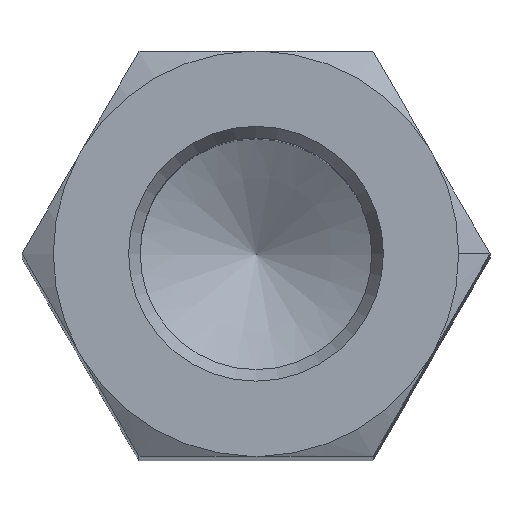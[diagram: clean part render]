
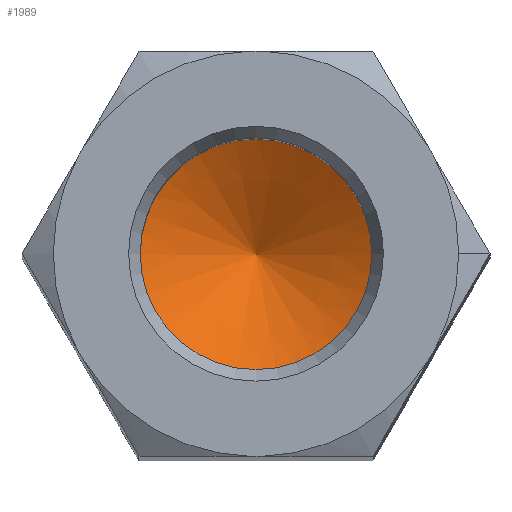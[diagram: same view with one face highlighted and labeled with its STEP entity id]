
A CAD part, top view. The second image highlights one B-rep face of the part: STEP entity #1989.
In plain terms, the highlighted conical face has half-angle 60 degrees and reference radius 2 mm.
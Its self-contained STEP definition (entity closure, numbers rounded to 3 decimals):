
#1863 = CYLINDRICAL_SURFACE('',#1864,2.);
#1864 = AXIS2_PLACEMENT_3D('',#1865,#1866,#1867);
#1865 = CARTESIAN_POINT('',(0.,0.,44.654));
#1866 = DIRECTION('',(-0.,-0.,-1.));
#1867 = DIRECTION('',(1.,0.,0.));
#1936 = VERTEX_POINT('',#1937);
#1937 = CARTESIAN_POINT('',(2.,0.,35.));
#1958 = EDGE_CURVE('',#1936,#1936,#1959,.T.);
#1959 = SURFACE_CURVE('',#1960,(#1965,#1972),.PCURVE_S1.);
#1960 = CIRCLE('',#1961,2.);
#1961 = AXIS2_PLACEMENT_3D('',#1962,#1963,#1964);
#1962 = CARTESIAN_POINT('',(0.,0.,35.));
#1963 = DIRECTION('',(0.,-0.,1.));
#1964 = DIRECTION('',(1.,0.,0.));
#1965 = PCURVE('',#1863,#1966);
#1966 = DEFINITIONAL_REPRESENTATION('',(#1967),#1971);
#1967 = LINE('',#1968,#1969);
#1968 = CARTESIAN_POINT('',(-0.,9.654));
#1969 = VECTOR('',#1970,1.);
#1970 = DIRECTION('',(-1.,0.));
#1971 = ( GEOMETRIC_REPRESENTATION_CONTEXT(2) 
PARAMETRIC_REPRESENTATION_CONTEXT() REPRESENTATION_CONTEXT('2D SPACE',''
  ) );
#1972 = PCURVE('',#1973,#1978);
#1973 = CONICAL_SURFACE('',#1974,2.,1.047);
#1974 = AXIS2_PLACEMENT_3D('',#1975,#1976,#1977);
#1975 = CARTESIAN_POINT('',(0.,0.,35.));
#1976 = DIRECTION('',(0.,0.,1.));
#1977 = DIRECTION('',(1.,0.,0.));
#1978 = DEFINITIONAL_REPRESENTATION('',(#1979),#1983);
#1979 = LINE('',#1980,#1981);
#1980 = CARTESIAN_POINT('',(0.,-0.));
#1981 = VECTOR('',#1982,1.);
#1982 = DIRECTION('',(1.,-0.));
#1983 = ( GEOMETRIC_REPRESENTATION_CONTEXT(2) 
PARAMETRIC_REPRESENTATION_CONTEXT() REPRESENTATION_CONTEXT('2D SPACE',''
  ) );
#1989 = ADVANCED_FACE('',(#1990),#1973,.F.);
#1990 = FACE_BOUND('',#1991,.T.);
#1991 = EDGE_LOOP('',(#1992,#1993,#2016));
#1992 = ORIENTED_EDGE('',*,*,#1958,.T.);
#1993 = ORIENTED_EDGE('',*,*,#1994,.T.);
#1994 = EDGE_CURVE('',#1936,#1995,#1997,.T.);
#1995 = VERTEX_POINT('',#1996);
#1996 = CARTESIAN_POINT('',(0.,0.,33.845));
#1997 = SEAM_CURVE('',#1998,(#2002,#2009),.PCURVE_S1.);
#1998 = LINE('',#1999,#2000);
#1999 = CARTESIAN_POINT('',(2.,0.,35.));
#2000 = VECTOR('',#2001,1.);
#2001 = DIRECTION('',(-0.866,0.,-0.5));
#2002 = PCURVE('',#1973,#2003);
#2003 = DEFINITIONAL_REPRESENTATION('',(#2004),#2008);
#2004 = LINE('',#2005,#2006);
#2005 = CARTESIAN_POINT('',(0.,-0.));
#2006 = VECTOR('',#2007,1.);
#2007 = DIRECTION('',(0.,-1.));
#2008 = ( GEOMETRIC_REPRESENTATION_CONTEXT(2) 
PARAMETRIC_REPRESENTATION_CONTEXT() REPRESENTATION_CONTEXT('2D SPACE',''
  ) );
#2009 = PCURVE('',#1973,#2010);
#2010 = DEFINITIONAL_REPRESENTATION('',(#2011),#2015);
#2011 = LINE('',#2012,#2013);
#2012 = CARTESIAN_POINT('',(6.283,-0.));
#2013 = VECTOR('',#2014,1.);
#2014 = DIRECTION('',(0.,-1.));
#2015 = ( GEOMETRIC_REPRESENTATION_CONTEXT(2) 
PARAMETRIC_REPRESENTATION_CONTEXT() REPRESENTATION_CONTEXT('2D SPACE',''
  ) );
#2016 = ORIENTED_EDGE('',*,*,#1994,.F.);
